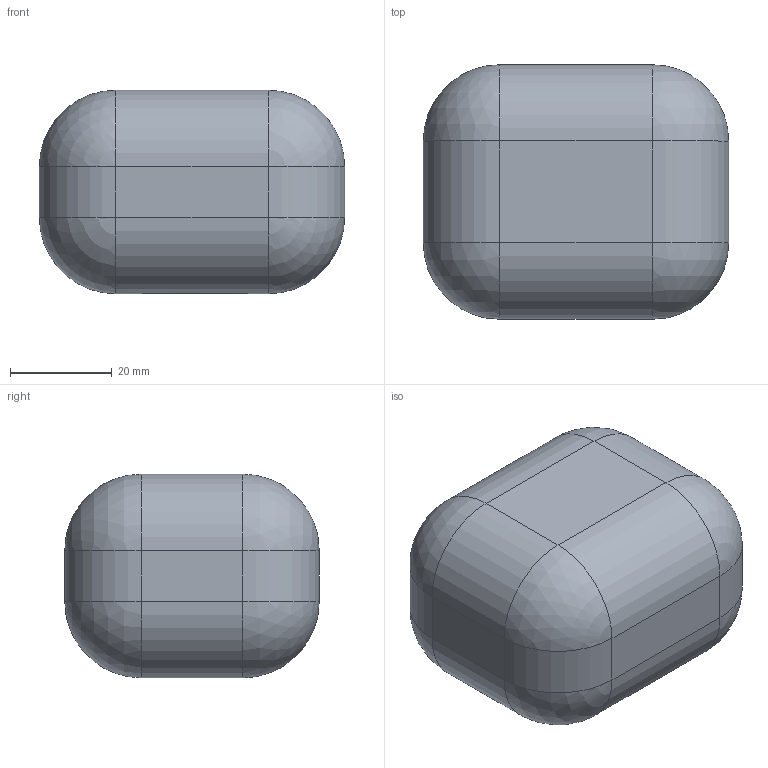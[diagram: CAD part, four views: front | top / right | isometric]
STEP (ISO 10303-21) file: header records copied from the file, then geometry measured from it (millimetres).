
FILE_DESCRIPTION (( 'STEP AP203' ), '1' );
FILE_NAME ('ear buds.STEP', '2023-12-23T12:01:20', ( '' ), ( '' ), 'SwSTEP 2.0', 'SolidWorks 2022', '' );
FILE_SCHEMA (( 'CONFIG_CONTROL_DESIGN' ));
Length unit declared in the file: millimetre
Products named in the file (1): ear buds
Bounding box: 60 x 50 x 40 mm (x, y, z)
Volume: 94807.7 mm3; surface area: 11487.6 mm2
Topology: 1 solids, 1 shells, 56 faces, 130 edges, 70 vertices
Faces by surface type: cylinder 23, plane 21, sphere 8, torus 2, bspline 2
Entity records: 1619 total; most frequent: CARTESIAN_POINT 313, DIRECTION 272, ORIENTED_EDGE 244, EDGE_CURVE 122, AXIS2_PLACEMENT_3D 101, LINE 70, VERTEX_POINT 70, VECTOR 70
